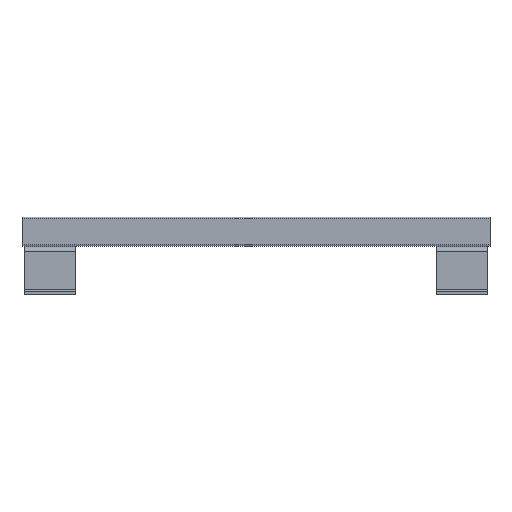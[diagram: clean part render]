
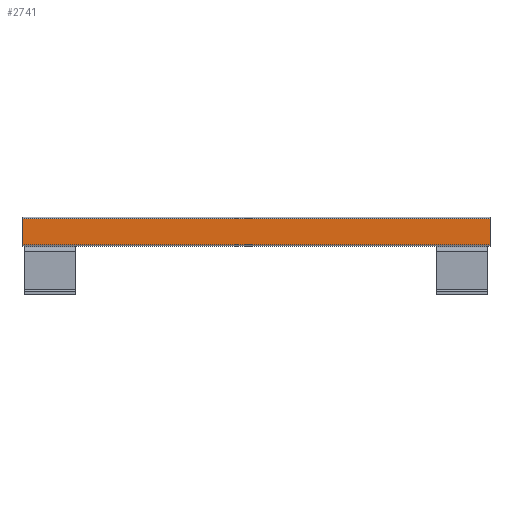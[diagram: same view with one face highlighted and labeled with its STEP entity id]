
A CAD part, left-side view. The second image highlights one B-rep face of the part: STEP entity #2741.
In plain terms, the highlighted planar face has unit normal (-1, 0, 0).
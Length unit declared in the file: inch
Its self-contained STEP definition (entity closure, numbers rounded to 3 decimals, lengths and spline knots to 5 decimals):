
#36 = VERTEX_POINT ( 'NONE', #3592 ) ;
#112 = CARTESIAN_POINT ( 'NONE',  ( -0.4065, 0., 0.813 ) ) ;
#206 = EDGE_CURVE ( 'NONE', #1397, #2573, #2165, .T. ) ;
#233 = DIRECTION ( 'NONE',  ( 0., 1., 0. ) ) ;
#284 = CARTESIAN_POINT ( 'NONE',  ( -0.4065, 0., 0.813 ) ) ;
#510 = EDGE_CURVE ( 'NONE', #36, #1397, #2005, .T. ) ;
#647 = CARTESIAN_POINT ( 'NONE',  ( -0.4065, 13., 0.043 ) ) ;
#918 = CARTESIAN_POINT ( 'NONE',  ( -0.4065, 0., 0.043 ) ) ;
#967 = DIRECTION ( 'NONE',  ( 0., 0., -1. ) ) ;
#992 = AXIS2_PLACEMENT_3D ( 'NONE', #112, #2186, #1639 ) ;
#1010 = VECTOR ( 'NONE', #967, 39.37008 ) ;
#1120 = EDGE_CURVE ( 'NONE', #36, #3166, #2451, .T. ) ;
#1164 = LINE ( 'NONE', #3159, #1216 ) ;
#1216 = VECTOR ( 'NONE', #233, 39.37008 ) ;
#1291 = PLANE ( 'NONE',  #992 ) ;
#1390 = CARTESIAN_POINT ( 'NONE',  ( -0.4065, 13., 0.77 ) ) ;
#1397 = VERTEX_POINT ( 'NONE', #1390 ) ;
#1424 = FACE_OUTER_BOUND ( 'NONE', #2511, .T. ) ;
#1553 = ORIENTED_EDGE ( 'NONE', *, *, #510, .T. ) ;
#1639 = DIRECTION ( 'NONE',  ( 0., 0., 1. ) ) ;
#1852 = CARTESIAN_POINT ( 'NONE',  ( -0.4065, 13., 0.813 ) ) ;
#2005 = LINE ( 'NONE', #3608, #3739 ) ;
#2165 = LINE ( 'NONE', #1852, #1010 ) ;
#2186 = DIRECTION ( 'NONE',  ( -1., 0., 0. ) ) ;
#2229 = VECTOR ( 'NONE', #3517, 39.37008 ) ;
#2451 = LINE ( 'NONE', #284, #2229 ) ;
#2457 = DIRECTION ( 'NONE',  ( 0., 1., 0. ) ) ;
#2498 = EDGE_CURVE ( 'NONE', #3166, #2573, #1164, .T. ) ;
#2511 = EDGE_LOOP ( 'NONE', ( #3754, #1553, #2578, #2520 ) ) ;
#2520 = ORIENTED_EDGE ( 'NONE', *, *, #2498, .F. ) ;
#2573 = VERTEX_POINT ( 'NONE', #647 ) ;
#2578 = ORIENTED_EDGE ( 'NONE', *, *, #206, .T. ) ;
#2741 = ADVANCED_FACE ( 'NONE', ( #1424 ), #1291, .T. ) ;
#3159 = CARTESIAN_POINT ( 'NONE',  ( -0.4065, 0., 0.043 ) ) ;
#3166 = VERTEX_POINT ( 'NONE', #918 ) ;
#3517 = DIRECTION ( 'NONE',  ( 0., 0., -1. ) ) ;
#3592 = CARTESIAN_POINT ( 'NONE',  ( -0.4065, 0., 0.77 ) ) ;
#3608 = CARTESIAN_POINT ( 'NONE',  ( -0.4065, 0., 0.77 ) ) ;
#3739 = VECTOR ( 'NONE', #2457, 39.37008 ) ;
#3754 = ORIENTED_EDGE ( 'NONE', *, *, #1120, .F. ) ;
